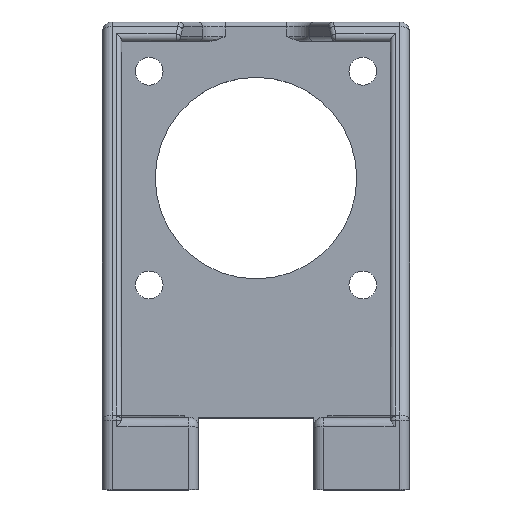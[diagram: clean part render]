
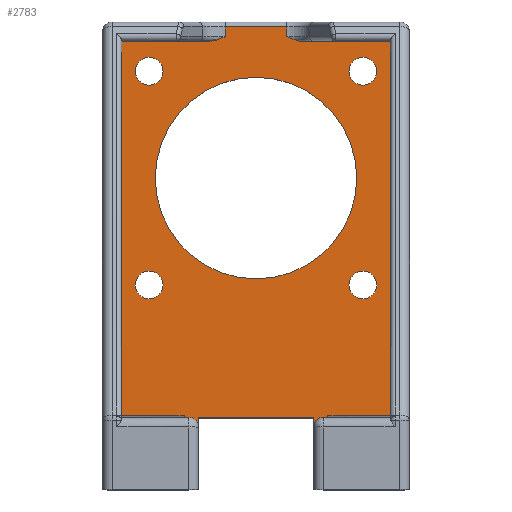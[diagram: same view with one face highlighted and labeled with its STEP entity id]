
A CAD part, top view. The second image highlights one B-rep face of the part: STEP entity #2783.
In plain terms, the highlighted planar face has unit normal (0, 0, 1).
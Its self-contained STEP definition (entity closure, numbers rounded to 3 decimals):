
#23=FACE_BOUND('',#374,.T.);
#24=FACE_BOUND('',#375,.T.);
#25=FACE_BOUND('',#376,.T.);
#26=FACE_BOUND('',#377,.T.);
#27=FACE_BOUND('',#378,.T.);
#82=B_SPLINE_CURVE_WITH_KNOTS('',3,(#4294,#4295,#4296,#4297),
 .UNSPECIFIED.,.F.,.F.,(4,4),(0.,0.331),.UNSPECIFIED.);
#83=B_SPLINE_CURVE_WITH_KNOTS('',3,(#4401,#4402,#4403,#4404),
 .UNSPECIFIED.,.F.,.F.,(4,4),(0.721,1.052),
 .UNSPECIFIED.);
#124=PLANE('',#3003);
#203=FACE_OUTER_BOUND('',#373,.T.);
#373=EDGE_LOOP('',(#2003,#2004,#2005,#2006,#2007,#2008,#2009,#2010,#2011,
#2012,#2013,#2014,#2015,#2016,#2017,#2018,#2019,#2020,#2021,#2022));
#374=EDGE_LOOP('',(#2023));
#375=EDGE_LOOP('',(#2024));
#376=EDGE_LOOP('',(#2025));
#377=EDGE_LOOP('',(#2026));
#378=EDGE_LOOP('',(#2027));
#571=LINE('',#4350,#786);
#581=LINE('',#4420,#796);
#598=LINE('',#4467,#813);
#600=LINE('',#4470,#815);
#602=LINE('',#4474,#817);
#604=LINE('',#4478,#819);
#605=LINE('',#4480,#820);
#606=LINE('',#4482,#821);
#607=LINE('',#4488,#822);
#608=LINE('',#4490,#823);
#609=LINE('',#4492,#824);
#610=LINE('',#4498,#825);
#611=LINE('',#4500,#826);
#612=LINE('',#4501,#827);
#786=VECTOR('',#3408,12.792);
#796=VECTOR('',#3462,18.287);
#813=VECTOR('',#3507,18.287);
#815=VECTOR('',#3511,2.);
#817=VECTOR('',#3517,2.);
#819=VECTOR('',#3521,78.);
#820=VECTOR('',#3522,13.);
#821=VECTOR('',#3523,1.5);
#822=VECTOR('',#3528,2.);
#823=VECTOR('',#3529,24.);
#824=VECTOR('',#3530,2.);
#825=VECTOR('',#3535,1.5);
#826=VECTOR('',#3536,13.);
#827=VECTOR('',#3537,78.);
#1007=CIRCLE('',#3004,1.);
#1008=CIRCLE('',#3005,2.);
#1009=CIRCLE('',#3006,2.);
#1010=CIRCLE('',#3007,1.);
#1011=CIRCLE('',#3008,2.9);
#1012=CIRCLE('',#3009,2.9);
#1013=CIRCLE('',#3010,2.9);
#1014=CIRCLE('',#3011,2.9);
#1015=CIRCLE('',#3012,21.);
#1177=VERTEX_POINT('',#4292);
#1178=VERTEX_POINT('',#4293);
#1188=VERTEX_POINT('',#4342);
#1190=VERTEX_POINT('',#4348);
#1200=VERTEX_POINT('',#4398);
#1201=VERTEX_POINT('',#4400);
#1204=VERTEX_POINT('',#4418);
#1220=VERTEX_POINT('',#4466);
#1221=VERTEX_POINT('',#4477);
#1222=VERTEX_POINT('',#4479);
#1223=VERTEX_POINT('',#4481);
#1224=VERTEX_POINT('',#4483);
#1225=VERTEX_POINT('',#4485);
#1226=VERTEX_POINT('',#4487);
#1227=VERTEX_POINT('',#4489);
#1228=VERTEX_POINT('',#4491);
#1229=VERTEX_POINT('',#4493);
#1230=VERTEX_POINT('',#4495);
#1231=VERTEX_POINT('',#4497);
#1232=VERTEX_POINT('',#4499);
#1233=VERTEX_POINT('',#4502);
#1234=VERTEX_POINT('',#4504);
#1235=VERTEX_POINT('',#4506);
#1236=VERTEX_POINT('',#4508);
#1237=VERTEX_POINT('',#4510);
#1451=EDGE_CURVE('',#1177,#1178,#82,.F.);
#1468=EDGE_CURVE('',#1190,#1188,#571,.T.);
#1484=EDGE_CURVE('',#1200,#1201,#83,.F.);
#1493=EDGE_CURVE('',#1204,#1177,#581,.T.);
#1516=EDGE_CURVE('',#1201,#1220,#598,.T.);
#1518=EDGE_CURVE('',#1188,#1200,#600,.T.);
#1520=EDGE_CURVE('',#1178,#1190,#602,.T.);
#1522=EDGE_CURVE('',#1221,#1204,#604,.T.);
#1523=EDGE_CURVE('',#1222,#1221,#605,.T.);
#1524=EDGE_CURVE('',#1223,#1222,#606,.T.);
#1525=EDGE_CURVE('',#1224,#1223,#1007,.F.);
#1526=EDGE_CURVE('',#1225,#1224,#1008,.F.);
#1527=EDGE_CURVE('',#1225,#1226,#607,.T.);
#1528=EDGE_CURVE('',#1226,#1227,#608,.T.);
#1529=EDGE_CURVE('',#1227,#1228,#609,.T.);
#1530=EDGE_CURVE('',#1228,#1229,#1009,.T.);
#1531=EDGE_CURVE('',#1230,#1229,#1010,.F.);
#1532=EDGE_CURVE('',#1231,#1230,#610,.T.);
#1533=EDGE_CURVE('',#1232,#1231,#611,.T.);
#1534=EDGE_CURVE('',#1220,#1232,#612,.T.);
#1535=EDGE_CURVE('',#1233,#1233,#1011,.T.);
#1536=EDGE_CURVE('',#1234,#1234,#1012,.T.);
#1537=EDGE_CURVE('',#1235,#1235,#1013,.T.);
#1538=EDGE_CURVE('',#1236,#1236,#1014,.T.);
#1539=EDGE_CURVE('',#1237,#1237,#1015,.T.);
#2003=ORIENTED_EDGE('',*,*,#1468,.F.);
#2004=ORIENTED_EDGE('',*,*,#1520,.F.);
#2005=ORIENTED_EDGE('',*,*,#1451,.F.);
#2006=ORIENTED_EDGE('',*,*,#1493,.F.);
#2007=ORIENTED_EDGE('',*,*,#1522,.F.);
#2008=ORIENTED_EDGE('',*,*,#1523,.F.);
#2009=ORIENTED_EDGE('',*,*,#1524,.F.);
#2010=ORIENTED_EDGE('',*,*,#1525,.F.);
#2011=ORIENTED_EDGE('',*,*,#1526,.F.);
#2012=ORIENTED_EDGE('',*,*,#1527,.T.);
#2013=ORIENTED_EDGE('',*,*,#1528,.T.);
#2014=ORIENTED_EDGE('',*,*,#1529,.T.);
#2015=ORIENTED_EDGE('',*,*,#1530,.T.);
#2016=ORIENTED_EDGE('',*,*,#1531,.F.);
#2017=ORIENTED_EDGE('',*,*,#1532,.F.);
#2018=ORIENTED_EDGE('',*,*,#1533,.F.);
#2019=ORIENTED_EDGE('',*,*,#1534,.F.);
#2020=ORIENTED_EDGE('',*,*,#1516,.F.);
#2021=ORIENTED_EDGE('',*,*,#1484,.F.);
#2022=ORIENTED_EDGE('',*,*,#1518,.F.);
#2023=ORIENTED_EDGE('',*,*,#1535,.T.);
#2024=ORIENTED_EDGE('',*,*,#1536,.T.);
#2025=ORIENTED_EDGE('',*,*,#1537,.T.);
#2026=ORIENTED_EDGE('',*,*,#1538,.T.);
#2027=ORIENTED_EDGE('',*,*,#1539,.T.);
#2783=ADVANCED_FACE('',(#203,#23,#24,#25,#26,#27),#124,.F.);
#3003=AXIS2_PLACEMENT_3D('',#4476,#3519,#3520);
#3004=AXIS2_PLACEMENT_3D('',#4484,#3524,#3525);
#3005=AXIS2_PLACEMENT_3D('',#4486,#3526,#3527);
#3006=AXIS2_PLACEMENT_3D('',#4494,#3531,#3532);
#3007=AXIS2_PLACEMENT_3D('',#4496,#3533,#3534);
#3008=AXIS2_PLACEMENT_3D('',#4503,#3538,#3539);
#3009=AXIS2_PLACEMENT_3D('',#4505,#3540,#3541);
#3010=AXIS2_PLACEMENT_3D('',#4507,#3542,#3543);
#3011=AXIS2_PLACEMENT_3D('',#4509,#3544,#3545);
#3012=AXIS2_PLACEMENT_3D('',#4511,#3546,#3547);
#3408=DIRECTION('',(1.,0.,0.));
#3462=DIRECTION('',(1.,0.,0.));
#3507=DIRECTION('',(1.,0.,0.));
#3511=DIRECTION('',(0.,-1.,0.));
#3517=DIRECTION('',(0.,1.,0.));
#3519=DIRECTION('center_axis',(0.,0.,-1.));
#3520=DIRECTION('ref_axis',(-1.,0.,0.));
#3521=DIRECTION('',(0.,1.,0.));
#3522=DIRECTION('',(-1.,0.,0.));
#3523=DIRECTION('',(0.,1.,0.));
#3524=DIRECTION('center_axis',(0.,0.,-1.));
#3525=DIRECTION('ref_axis',(-0.707,0.707,0.));
#3526=DIRECTION('center_axis',(0.,0.,-1.));
#3527=DIRECTION('ref_axis',(0.707,0.707,0.));
#3528=DIRECTION('',(0.,1.,0.));
#3529=DIRECTION('',(1.,0.,0.));
#3530=DIRECTION('',(0.,-1.,0.));
#3531=DIRECTION('center_axis',(0.,0.,-1.));
#3532=DIRECTION('ref_axis',(-0.707,0.707,0.));
#3533=DIRECTION('center_axis',(0.,0.,-1.));
#3534=DIRECTION('ref_axis',(0.707,0.707,0.));
#3535=DIRECTION('',(0.,-1.,0.));
#3536=DIRECTION('',(-1.,0.,0.));
#3537=DIRECTION('',(0.,-1.,0.));
#3538=DIRECTION('center_axis',(0.,0.,-1.));
#3539=DIRECTION('ref_axis',(1.,0.,0.));
#3540=DIRECTION('center_axis',(0.,0.,-1.));
#3541=DIRECTION('ref_axis',(1.,0.,0.));
#3542=DIRECTION('center_axis',(0.,0.,-1.));
#3543=DIRECTION('ref_axis',(1.,0.,0.));
#3544=DIRECTION('center_axis',(0.,0.,-1.));
#3545=DIRECTION('ref_axis',(1.,0.,0.));
#3546=DIRECTION('center_axis',(0.,0.,-1.));
#3547=DIRECTION('ref_axis',(1.,0.,0.));
#4292=CARTESIAN_POINT('',(-9.713,44.75,5.));
#4293=CARTESIAN_POINT('',(-6.396,45.75,5.));
#4294=CARTESIAN_POINT('Ctrl Pts',(-6.396,45.75,5.));
#4295=CARTESIAN_POINT('Ctrl Pts',(-7.404,45.299,5.));
#4296=CARTESIAN_POINT('Ctrl Pts',(-8.609,44.75,5.));
#4297=CARTESIAN_POINT('Ctrl Pts',(-9.713,44.75,5.));
#4342=CARTESIAN_POINT('',(6.396,47.75,5.));
#4348=CARTESIAN_POINT('',(-6.396,47.75,5.));
#4350=CARTESIAN_POINT('',(16.,47.75,5.));
#4398=CARTESIAN_POINT('',(6.396,45.75,5.));
#4400=CARTESIAN_POINT('',(9.713,44.75,5.));
#4401=CARTESIAN_POINT('Ctrl Pts',(9.713,44.75,5.));
#4402=CARTESIAN_POINT('Ctrl Pts',(8.609,44.75,5.));
#4403=CARTESIAN_POINT('Ctrl Pts',(7.404,45.299,5.));
#4404=CARTESIAN_POINT('Ctrl Pts',(6.396,45.75,5.));
#4418=CARTESIAN_POINT('',(-28.,44.75,5.));
#4420=CARTESIAN_POINT('',(28.,44.75,5.));
#4466=CARTESIAN_POINT('',(28.,44.75,5.));
#4467=CARTESIAN_POINT('',(28.,44.75,5.));
#4470=CARTESIAN_POINT('',(6.396,3.75,5.));
#4474=CARTESIAN_POINT('',(-6.396,3.75,5.));
#4476=CARTESIAN_POINT('Origin',(0.,-41.25,5.));
#4477=CARTESIAN_POINT('',(-28.,-33.25,5.));
#4478=CARTESIAN_POINT('',(-28.,44.75,5.));
#4479=CARTESIAN_POINT('',(-15.,-33.25,5.));
#4480=CARTESIAN_POINT('',(14.,-33.25,5.));
#4481=CARTESIAN_POINT('',(-15.,-34.75,5.));
#4482=CARTESIAN_POINT('',(-15.,-45.,5.));
#4483=CARTESIAN_POINT('',(-14.,-33.75,5.));
#4484=CARTESIAN_POINT('Origin',(-14.,-34.75,5.));
#4485=CARTESIAN_POINT('',(-12.,-35.75,5.));
#4486=CARTESIAN_POINT('Origin',(-14.,-35.75,5.));
#4487=CARTESIAN_POINT('',(-12.,-33.75,5.));
#4488=CARTESIAN_POINT('',(-12.,-45.,5.));
#4489=CARTESIAN_POINT('',(12.,-33.75,5.));
#4490=CARTESIAN_POINT('',(6.,-33.75,5.));
#4491=CARTESIAN_POINT('',(12.,-35.75,5.));
#4492=CARTESIAN_POINT('',(12.,-37.5,5.));
#4493=CARTESIAN_POINT('',(14.,-33.75,5.));
#4494=CARTESIAN_POINT('Origin',(14.,-35.75,5.));
#4495=CARTESIAN_POINT('',(15.,-34.75,5.));
#4496=CARTESIAN_POINT('Origin',(14.,-34.75,5.));
#4497=CARTESIAN_POINT('',(15.,-33.25,5.));
#4498=CARTESIAN_POINT('',(15.,-37.5,5.));
#4499=CARTESIAN_POINT('',(28.,-33.25,5.));
#4500=CARTESIAN_POINT('',(14.,-33.25,5.));
#4501=CARTESIAN_POINT('',(28.,-33.75,5.));
#4502=CARTESIAN_POINT('',(19.374,38.524,5.));
#4503=CARTESIAN_POINT('Origin',(22.274,38.524,5.));
#4504=CARTESIAN_POINT('',(-25.174,38.524,5.));
#4505=CARTESIAN_POINT('Origin',(-22.274,38.524,5.));
#4506=CARTESIAN_POINT('',(19.374,-6.024,5.));
#4507=CARTESIAN_POINT('Origin',(22.274,-6.024,5.));
#4508=CARTESIAN_POINT('',(-25.174,-6.024,5.));
#4509=CARTESIAN_POINT('Origin',(-22.274,-6.024,5.));
#4510=CARTESIAN_POINT('',(-21.,16.25,5.));
#4511=CARTESIAN_POINT('Origin',(0.,16.25,5.));
